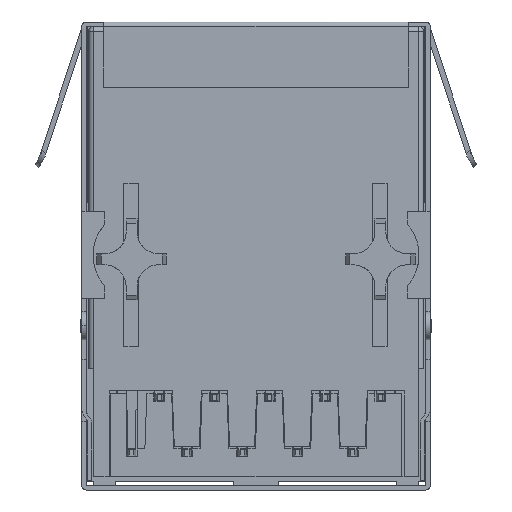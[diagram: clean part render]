
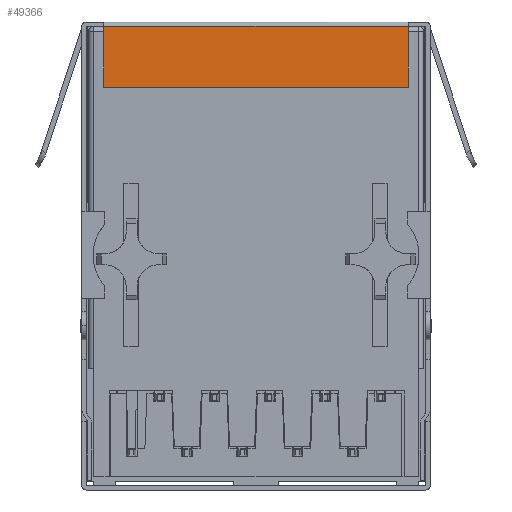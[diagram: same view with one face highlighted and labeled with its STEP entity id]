
A CAD part, front view. The second image highlights one B-rep face of the part: STEP entity #49366.
In plain terms, the highlighted planar face has unit normal (0, -1, 0).
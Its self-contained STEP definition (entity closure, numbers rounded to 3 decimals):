
#49358=AXIS2_PLACEMENT_3D('Plane Axis2P3D',#49355,#49356,#49357) ;
#45612=CARTESIAN_POINT('Vertex',(-0.65,-6.75,-0.2)) ;
#45615=CARTESIAN_POINT('Line Origine',(-0.65,-6.75,-1.6)) ;
#45619=CARTESIAN_POINT('Vertex',(-0.65,-6.75,-3.)) ;
#46941=CARTESIAN_POINT('Line Origine',(-14.65,-6.75,-1.6)) ;
#46945=CARTESIAN_POINT('Vertex',(-14.65,-6.75,-0.2)) ;
#46947=CARTESIAN_POINT('Vertex',(-14.65,-6.75,-3.)) ;
#49322=CARTESIAN_POINT('Line Origine',(-7.65,-6.75,-3.)) ;
#49340=CARTESIAN_POINT('Line Origine',(-7.65,-6.75,-0.2)) ;
#49355=CARTESIAN_POINT('Axis2P3D Location',(-0.37,-6.75,-3.056)) ;
#45616=DIRECTION('Vector Direction',(0.,0.,1.)) ;
#46942=DIRECTION('Vector Direction',(0.,0.,-1.)) ;
#49323=DIRECTION('Vector Direction',(1.,0.,0.)) ;
#49341=DIRECTION('Vector Direction',(-1.,0.,0.)) ;
#49356=DIRECTION('Axis2P3D Direction',(0.,1.,-0.)) ;
#49357=DIRECTION('Axis2P3D XDirection',(-1.,0.,0.)) ;
#45617=VECTOR('Line Direction',#45616,1.) ;
#46943=VECTOR('Line Direction',#46942,1.) ;
#49324=VECTOR('Line Direction',#49323,1.) ;
#49342=VECTOR('Line Direction',#49341,1.) ;
#49361=ORIENTED_EDGE('',*,*,#45621,.T.) ;
#49362=ORIENTED_EDGE('',*,*,#49344,.F.) ;
#49363=ORIENTED_EDGE('',*,*,#46949,.T.) ;
#49364=ORIENTED_EDGE('',*,*,#49326,.T.) ;
#49366=ADVANCED_FACE('',(#49365),#49359,.F.) ;
#45621=EDGE_CURVE('',#45620,#45613,#45618,.T.) ;
#46949=EDGE_CURVE('',#46946,#46948,#46944,.T.) ;
#49326=EDGE_CURVE('',#46948,#45620,#49325,.T.) ;
#49344=EDGE_CURVE('',#46946,#45613,#49343,.F.) ;
#49360=EDGE_LOOP('',(#49361,#49362,#49363,#49364)) ;
#49365=FACE_OUTER_BOUND('',#49360,.T.) ;
#45618=LINE('Line',#45615,#45617) ;
#46944=LINE('Line',#46941,#46943) ;
#49325=LINE('Line',#49322,#49324) ;
#49343=LINE('Line',#49340,#49342) ;
#49359=PLANE('',#49358) ;
#45613=VERTEX_POINT('',#45612) ;
#45620=VERTEX_POINT('',#45619) ;
#46946=VERTEX_POINT('',#46945) ;
#46948=VERTEX_POINT('',#46947) ;
